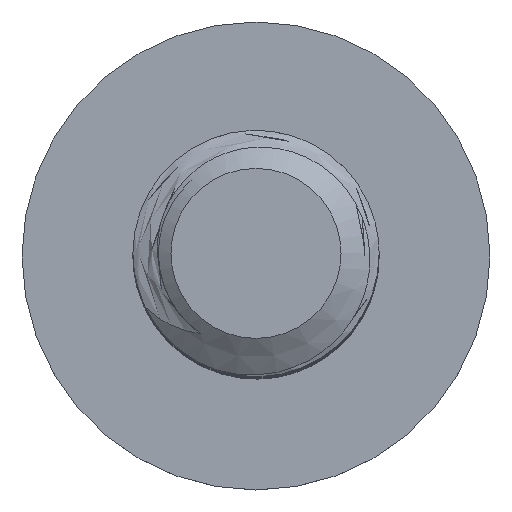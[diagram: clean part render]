
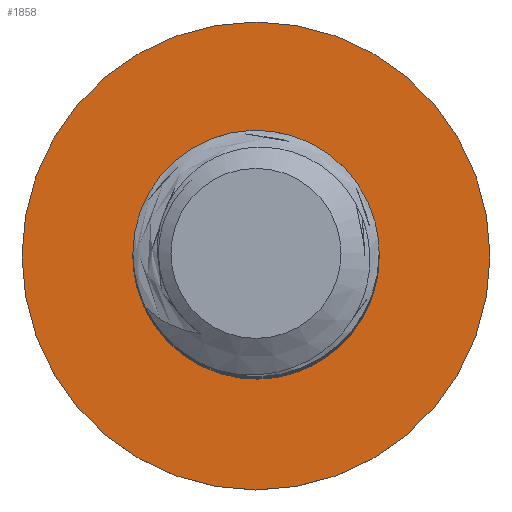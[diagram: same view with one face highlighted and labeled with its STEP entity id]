
A CAD part, top view. The second image highlights one B-rep face of the part: STEP entity #1858.
In plain terms, the highlighted planar face has unit normal (0, 0, 1).
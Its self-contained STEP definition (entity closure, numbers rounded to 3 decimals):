
#44=FACE_BOUND($,#102,.T.);
#47=PLANE($,#1885);
#62=CIRCLE($,#1884,2.5);
#63=CIRCLE($,#1886,4.75);
#64=CIRCLE($,#1887,1.98);
#79=FACE_OUTER_BOUND($,#101,.T.);
#101=EDGE_LOOP($,(#1602));
#102=EDGE_LOOP($,(#1603,#1604,#1605,#1606));
#432=B_SPLINE_CURVE_WITH_KNOTS($,3,(#3726,#3727,#3728,#3729,#3730,#3731,
#3732,#3733,#3734,#3735,#3736,#3737,#3738,#3739,#3740,#3741,#3742,#3743),
 .UNSPECIFIED.,.F.,.F.,(4,2,2,2,2,2,2,2,4),(0.,0.05,0.096,
0.183,0.271,0.359,0.451,
0.529,0.639),.UNSPECIFIED.);
#435=B_SPLINE_CURVE_WITH_KNOTS($,3,(#6207,#6208,#6209,#6210,#6211,#6212,
#6213,#6214,#6215,#6216,#6217,#6218,#6219,#6220,#6221,#6222),
 .UNSPECIFIED.,.F.,.F.,(4,2,2,2,2,2,2,4),(0.,0.052,0.102,
0.179,0.282,0.412,0.537,
0.687),.UNSPECIFIED.);
#526=VERTEX_POINT($,#3719);
#527=VERTEX_POINT($,#3725);
#678=VERTEX_POINT($,#6200);
#679=VERTEX_POINT($,#6206);
#757=VERTEX_POINT($,#6997);
#864=EDGE_CURVE($,#527,#526,#432,.T.);
#1016=EDGE_CURVE($,#679,#678,#435,.T.);
#1096=EDGE_CURVE($,#527,#678,#62,.T.);
#1097=EDGE_CURVE($,#757,#757,#63,.T.);
#1098=EDGE_CURVE($,#526,#679,#64,.T.);
#1602=ORIENTED_EDGE($,*,*,#1097,.F.);
#1603=ORIENTED_EDGE($,*,*,#1096,.F.);
#1604=ORIENTED_EDGE($,*,*,#864,.T.);
#1605=ORIENTED_EDGE($,*,*,#1098,.T.);
#1606=ORIENTED_EDGE($,*,*,#1016,.T.);
#1858=ADVANCED_FACE($,(#79,#44),#47,.F.);
#1884=AXIS2_PLACEMENT_3D($,#6995,#1926,#1927);
#1885=AXIS2_PLACEMENT_3D($,#6996,#1928,#1929);
#1886=AXIS2_PLACEMENT_3D($,#6998,#1930,#1931);
#1887=AXIS2_PLACEMENT_3D($,#6999,#1932,#1933);
#1926=DIRECTION('center_axis',(0.,0.,1.));
#1927=DIRECTION('ref_axis',(1.,0.,0.));
#1928=DIRECTION('center_axis',(0.,0.,-1.));
#1929=DIRECTION('ref_axis',(-1.,0.,0.));
#1930=DIRECTION('center_axis',(0.,0.,-1.));
#1931=DIRECTION('ref_axis',(-1.,0.,0.));
#1932=DIRECTION('center_axis',(0.,0.,-1.));
#1933=DIRECTION('ref_axis',(1.,0.,0.));
#3719=CARTESIAN_POINT('',(-1.388,1.413,-30.));
#3725=CARTESIAN_POINT('',(0.,-2.5,-30.));
#3726=CARTESIAN_POINT('Ctrl Pts',(0.,-2.5,
-30.));
#3727=CARTESIAN_POINT('Ctrl Pts',(-0.165,-2.487,
-30.));
#3728=CARTESIAN_POINT('Ctrl Pts',(-0.329,-2.456,
-30.));
#3729=CARTESIAN_POINT('Ctrl Pts',(-0.635,-2.366,
-30.));
#3730=CARTESIAN_POINT('Ctrl Pts',(-0.777,-2.308,
-30.));
#3731=CARTESIAN_POINT('Ctrl Pts',(-1.171,-2.102,-30.));
#3732=CARTESIAN_POINT('Ctrl Pts',(-1.402,-1.92,-30.));
#3733=CARTESIAN_POINT('Ctrl Pts',(-1.789,-1.481,-30.));
#3734=CARTESIAN_POINT('Ctrl Pts',(-1.932,-1.236,-30.));
#3735=CARTESIAN_POINT('Ctrl Pts',(-2.117,-0.751,
-30.));
#3736=CARTESIAN_POINT('Ctrl Pts',(-2.165,-0.494,
-30.));
#3737=CARTESIAN_POINT('Ctrl Pts',(-2.167,0.039,
-30.));
#3738=CARTESIAN_POINT('Ctrl Pts',(-2.115,0.311,-30.));
#3739=CARTESIAN_POINT('Ctrl Pts',(-1.927,0.78,-30.));
#3740=CARTESIAN_POINT('Ctrl Pts',(-1.825,0.938,-30.));
#3741=CARTESIAN_POINT('Ctrl Pts',(-1.647,1.179,-30.));
#3742=CARTESIAN_POINT('Ctrl Pts',(-1.525,1.305,-30.));
#3743=CARTESIAN_POINT('Ctrl Pts',(-1.388,1.413,-30.));
#6200=CARTESIAN_POINT('',(1.752,-1.784,-30.));
#6206=CARTESIAN_POINT('',(0.,1.98,-30.));
#6207=CARTESIAN_POINT('Ctrl Pts',(0.,1.98,
-30.));
#6208=CARTESIAN_POINT('Ctrl Pts',(0.173,1.998,-30.));
#6209=CARTESIAN_POINT('Ctrl Pts',(0.348,1.994,-30.));
#6210=CARTESIAN_POINT('Ctrl Pts',(0.685,1.943,-30.));
#6211=CARTESIAN_POINT('Ctrl Pts',(0.846,1.898,-30.));
#6212=CARTESIAN_POINT('Ctrl Pts',(1.238,1.738,-30.));
#6213=CARTESIAN_POINT('Ctrl Pts',(1.456,1.597,-30.));
#6214=CARTESIAN_POINT('Ctrl Pts',(1.891,1.185,-30.));
#6215=CARTESIAN_POINT('Ctrl Pts',(2.045,0.923,-30.));
#6216=CARTESIAN_POINT('Ctrl Pts',(2.26,0.439,-30.));
#6217=CARTESIAN_POINT('Ctrl Pts',(2.326,0.148,-30.));
#6218=CARTESIAN_POINT('Ctrl Pts',(2.347,-0.432,-30.));
#6219=CARTESIAN_POINT('Ctrl Pts',(2.304,-0.716,-30.));
#6220=CARTESIAN_POINT('Ctrl Pts',(2.101,-1.306,-30.));
#6221=CARTESIAN_POINT('Ctrl Pts',(1.928,-1.576,-30.));
#6222=CARTESIAN_POINT('Ctrl Pts',(1.752,-1.784,-30.));
#6995=CARTESIAN_POINT('Origin',(0.,0.,-30.));
#6996=CARTESIAN_POINT('Origin',(0.,0.,-30.));
#6997=CARTESIAN_POINT('',(4.75,0.,-30.));
#6998=CARTESIAN_POINT('Origin',(0.,0.,-30.));
#6999=CARTESIAN_POINT('Origin',(0.,0.,-30.));
